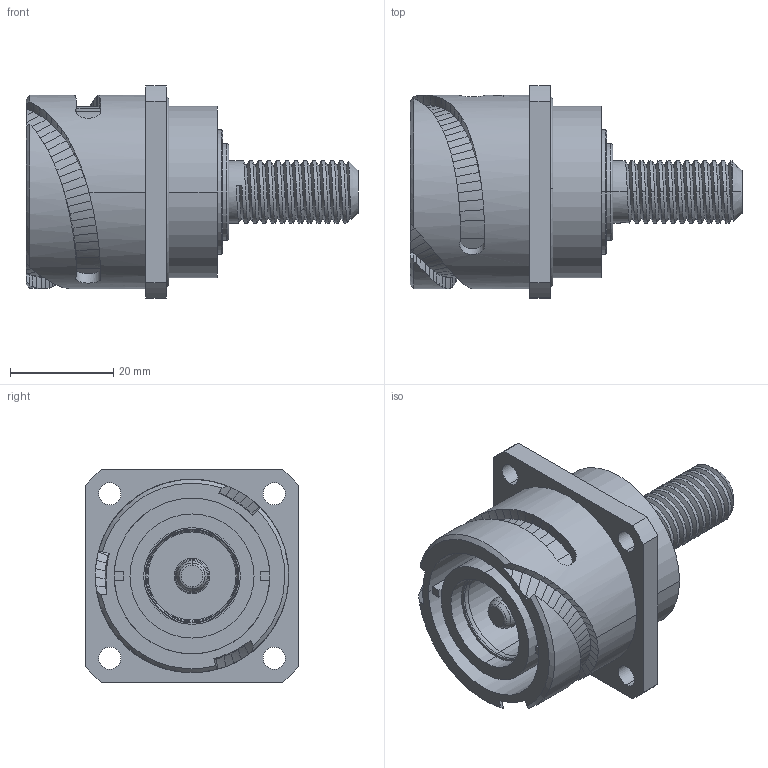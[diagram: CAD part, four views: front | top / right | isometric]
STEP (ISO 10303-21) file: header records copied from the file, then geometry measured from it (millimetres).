
FILE_DESCRIPTION((''),'2;1');
FILE_NAME('GCE3102E22M95P-B-T16_SW0001','2023-05-31T16:14:28',('paultorloting'),('NET AG system integration'),'CREO PARAMETRIC BY PTC INC, 2021404','CREO PARAMETRIC BY PTC INC, 2021404','');
FILE_SCHEMA(('AUTOMOTIVE_DESIGN { 1 0 10303 214 1 1 1 1 }'));
Length unit declared in the file: millimetre
Products named in the file (1): GCE3102E22M95P-B-T16_SW0001
Bounding box: 64.2 x 41 x 41 mm (x, y, z)
Volume: 32882.5 mm3; surface area: 16007.5 mm2
Topology: 1 solids, 1 shells, 401 faces, 963 edges, 581 vertices
Faces by surface type: bspline 216, cylinder 74, plane 62, cone 25, torus 24
Entity records: 19122 total; most frequent: CARTESIAN_POINT 8554, ORIENTED_EDGE 1922, DIRECTION 1163, EDGE_CURVE 961, VERTEX_POINT 581, EDGE_LOOP 428, FACE_OUTER_BOUND 401, ADVANCED_FACE 401
